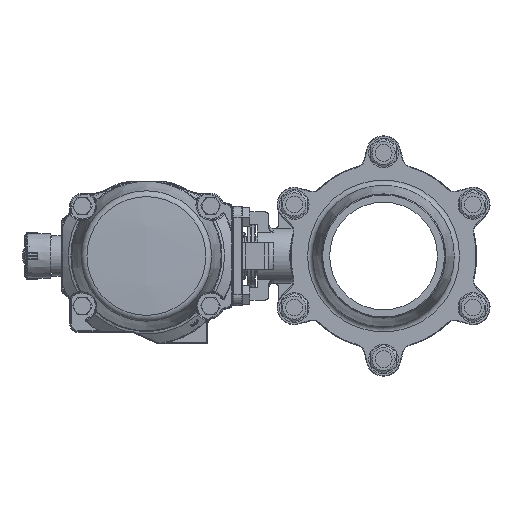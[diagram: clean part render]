
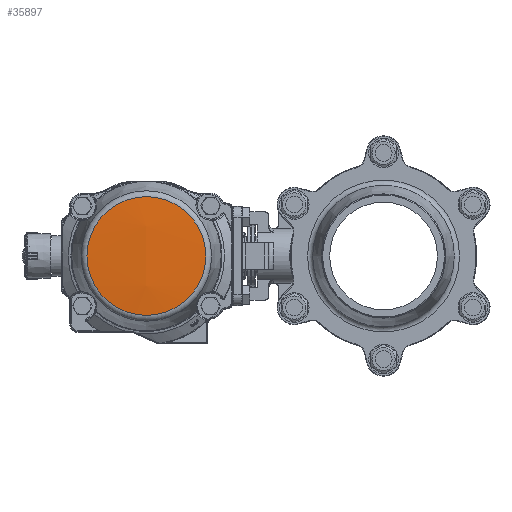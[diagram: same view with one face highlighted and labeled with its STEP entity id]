
A CAD part, left-side view. The second image highlights one B-rep face of the part: STEP entity #35897.
In plain terms, the highlighted spherical face has radius 693 mm.
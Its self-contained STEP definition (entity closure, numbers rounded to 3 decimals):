
#20=SPHERICAL_SURFACE('',#38525,693.);
#12130=ORIENTED_EDGE('',*,*,#17428,.F.);
#17428=EDGE_CURVE('',#20487,#20487,#22105,.T.);
#20487=VERTEX_POINT('',#91208);
#22105=CIRCLE('',#38524,55.109);
#24168=EDGE_LOOP('',(#12130));
#26368=FACE_BOUND('',#24168,.T.);
#35897=ADVANCED_FACE('',(#26368),#20,.T.);
#38524=AXIS2_PLACEMENT_3D('',#91207,#44921,#44922);
#38525=AXIS2_PLACEMENT_3D('',#91209,#44923,#44924);
#44921=DIRECTION('',(0.,0.,-1.));
#44922=DIRECTION('',(-1.,0.,0.));
#44923=DIRECTION('',(0.,-1.,0.));
#44924=DIRECTION('',(1.,0.,0.));
#91207=CARTESIAN_POINT('',(0.,0.,173.305));
#91208=CARTESIAN_POINT('',(-55.109,0.,173.305));
#91209=CARTESIAN_POINT('',(0.,0.,-517.5));
